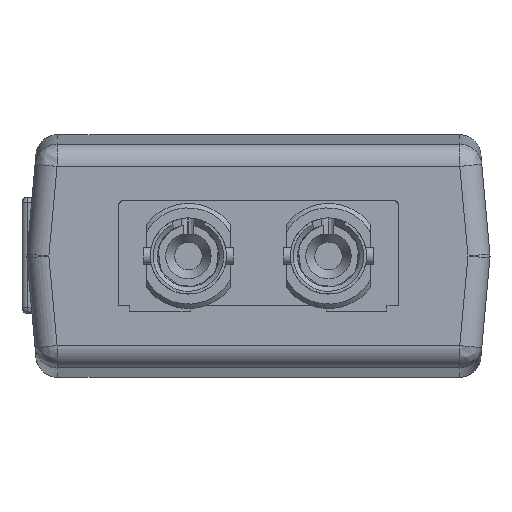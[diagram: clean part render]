
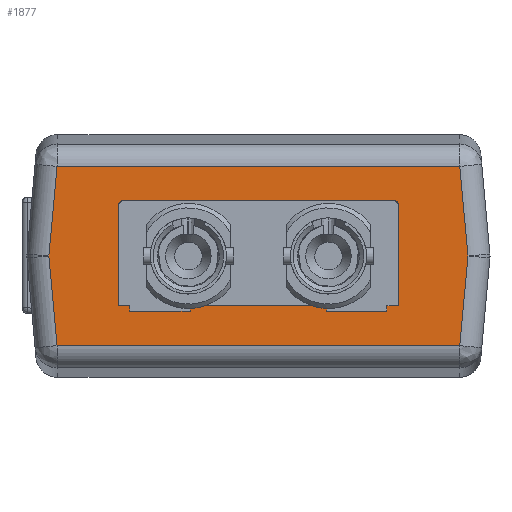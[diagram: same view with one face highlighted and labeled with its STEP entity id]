
A CAD part, left-side view. The second image highlights one B-rep face of the part: STEP entity #1877.
In plain terms, the highlighted free-form (B-spline) face has degree [1, 1] with [2, 2] control points.
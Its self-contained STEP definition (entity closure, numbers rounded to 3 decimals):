
#1209 = EDGE_CURVE('',#1210,#1212,#1214,.T.);
#1210 = VERTEX_POINT('',#1211);
#1211 = CARTESIAN_POINT('',(-46.397,21.172,
    3.33));
#1212 = VERTEX_POINT('',#1213);
#1213 = CARTESIAN_POINT('',(-46.397,22.029,
    12.759));
#1214 = B_SPLINE_CURVE_WITH_KNOTS('',1,(#1215,#1216),.UNSPECIFIED.,.F.,
  .F.,(2,2),(0.,8.162),.PIECEWISE_BEZIER_KNOTS.);
#1215 = CARTESIAN_POINT('',(-46.397,21.172,
    3.33));
#1216 = CARTESIAN_POINT('',(-46.397,22.029,
    12.759));
#1289 = EDGE_CURVE('',#1212,#1290,#1292,.T.);
#1290 = VERTEX_POINT('',#1291);
#1291 = CARTESIAN_POINT('',(-46.397,21.172,
    22.188));
#1292 = B_SPLINE_CURVE_WITH_KNOTS('',1,(#1293,#1294),.UNSPECIFIED.,.F.,
  .F.,(2,2),(0.,8.162),.PIECEWISE_BEZIER_KNOTS.);
#1293 = CARTESIAN_POINT('',(-46.397,22.029,
    12.759));
#1294 = CARTESIAN_POINT('',(-46.397,21.172,
    22.188));
#1467 = EDGE_CURVE('',#1468,#1470,#1472,.T.);
#1468 = VERTEX_POINT('',#1469);
#1469 = CARTESIAN_POINT('',(-46.397,-21.172,
    22.188));
#1470 = VERTEX_POINT('',#1471);
#1471 = CARTESIAN_POINT('',(-46.397,-22.029,
    12.759));
#1472 = B_SPLINE_CURVE_WITH_KNOTS('',1,(#1473,#1474),.UNSPECIFIED.,.F.,
  .F.,(2,2),(0.,8.162),.PIECEWISE_BEZIER_KNOTS.);
#1473 = CARTESIAN_POINT('',(-46.397,-21.172,
    22.188));
#1474 = CARTESIAN_POINT('',(-46.397,-22.029,
    12.759));
#1580 = EDGE_CURVE('',#1470,#1581,#1583,.T.);
#1581 = VERTEX_POINT('',#1582);
#1582 = CARTESIAN_POINT('',(-46.397,-21.172,
    3.33));
#1583 = B_SPLINE_CURVE_WITH_KNOTS('',1,(#1584,#1585),.UNSPECIFIED.,.F.,
  .F.,(2,2),(0.,8.162),.PIECEWISE_BEZIER_KNOTS.);
#1584 = CARTESIAN_POINT('',(-46.397,-22.029,
    12.759));
#1585 = CARTESIAN_POINT('',(-46.397,-21.172,
    3.33));
#1877 = ADVANCED_FACE('',(#1878,#1894),#1996,.T.);
#1878 = FACE_BOUND('',#1879,.T.);
#1879 = EDGE_LOOP('',(#1880,#1881,#1882,#1887,#1888,#1889));
#1880 = ORIENTED_EDGE('',*,*,#1289,.F.);
#1881 = ORIENTED_EDGE('',*,*,#1209,.F.);
#1882 = ORIENTED_EDGE('',*,*,#1883,.F.);
#1883 = EDGE_CURVE('',#1581,#1210,#1884,.T.);
#1884 = B_SPLINE_CURVE_WITH_KNOTS('',1,(#1885,#1886),.UNSPECIFIED.,.F.,
  .F.,(2,2),(0.,36.506),
  .PIECEWISE_BEZIER_KNOTS.);
#1885 = CARTESIAN_POINT('',(-46.397,-21.172,
    3.33));
#1886 = CARTESIAN_POINT('',(-46.397,21.172,
    3.33));
#1887 = ORIENTED_EDGE('',*,*,#1580,.F.);
#1888 = ORIENTED_EDGE('',*,*,#1467,.F.);
#1889 = ORIENTED_EDGE('',*,*,#1890,.F.);
#1890 = EDGE_CURVE('',#1290,#1468,#1891,.T.);
#1891 = B_SPLINE_CURVE_WITH_KNOTS('',1,(#1892,#1893),.UNSPECIFIED.,.F.,
  .F.,(2,2),(0.,36.506),.PIECEWISE_BEZIER_KNOTS.);
#1892 = CARTESIAN_POINT('',(-46.397,21.172,
    22.188));
#1893 = CARTESIAN_POINT('',(-46.397,-21.172,
    22.188));
#1894 = FACE_BOUND('',#1895,.T.);
#1895 = EDGE_LOOP('',(#1896,#1905,#1912,#1919,#1926,#1933,#1940,#1948,
    #1955,#1963,#1970,#1977,#1984,#1991));
#1896 = ORIENTED_EDGE('',*,*,#1897,.F.);
#1897 = EDGE_CURVE('',#1898,#1900,#1902,.T.);
#1898 = VERTEX_POINT('',#1899);
#1899 = CARTESIAN_POINT('',(-46.397,7.191,
    7.539));
#1900 = VERTEX_POINT('',#1901);
#1901 = CARTESIAN_POINT('',(-46.397,-7.191,
    7.539));
#1902 = B_SPLINE_CURVE_WITH_KNOTS('',1,(#1903,#1904),.UNSPECIFIED.,.F.,
  .F.,(2,2),(0.,12.4),.PIECEWISE_BEZIER_KNOTS.);
#1903 = CARTESIAN_POINT('',(-46.397,7.191,
    7.539));
#1904 = CARTESIAN_POINT('',(-46.397,-7.191,
    7.539));
#1905 = ORIENTED_EDGE('',*,*,#1906,.F.);
#1906 = EDGE_CURVE('',#1907,#1898,#1909,.T.);
#1907 = VERTEX_POINT('',#1908);
#1908 = CARTESIAN_POINT('',(-46.397,7.191,
    6.96));
#1909 = B_SPLINE_CURVE_WITH_KNOTS('',1,(#1910,#1911),.UNSPECIFIED.,.F.,
  .F.,(2,2),(0.,0.5),.PIECEWISE_BEZIER_KNOTS.);
#1910 = CARTESIAN_POINT('',(-46.397,7.191,
    6.96));
#1911 = CARTESIAN_POINT('',(-46.397,7.191,
    7.539));
#1912 = ORIENTED_EDGE('',*,*,#1913,.F.);
#1913 = EDGE_CURVE('',#1914,#1907,#1916,.T.);
#1914 = VERTEX_POINT('',#1915);
#1915 = CARTESIAN_POINT('',(-46.397,13.513,
    6.96));
#1916 = B_SPLINE_CURVE_WITH_KNOTS('',1,(#1917,#1918),.UNSPECIFIED.,.F.,
  .F.,(2,2),(0.,5.45),.PIECEWISE_BEZIER_KNOTS.);
#1917 = CARTESIAN_POINT('',(-46.397,13.513,
    6.96));
#1918 = CARTESIAN_POINT('',(-46.397,7.191,
    6.96));
#1919 = ORIENTED_EDGE('',*,*,#1920,.F.);
#1920 = EDGE_CURVE('',#1921,#1914,#1923,.T.);
#1921 = VERTEX_POINT('',#1922);
#1922 = CARTESIAN_POINT('',(-46.397,13.513,
    7.539));
#1923 = B_SPLINE_CURVE_WITH_KNOTS('',1,(#1924,#1925),.UNSPECIFIED.,.F.,
  .F.,(2,2),(0.,0.5),.PIECEWISE_BEZIER_KNOTS.);
#1924 = CARTESIAN_POINT('',(-46.397,13.513,
    7.539));
#1925 = CARTESIAN_POINT('',(-46.397,13.513,
    6.96));
#1926 = ORIENTED_EDGE('',*,*,#1927,.F.);
#1927 = EDGE_CURVE('',#1928,#1921,#1930,.T.);
#1928 = VERTEX_POINT('',#1929);
#1929 = CARTESIAN_POINT('',(-46.397,14.731,
    7.539));
#1930 = B_SPLINE_CURVE_WITH_KNOTS('',1,(#1931,#1932),.UNSPECIFIED.,.F.,
  .F.,(2,2),(0.,1.05),.PIECEWISE_BEZIER_KNOTS.);
#1931 = CARTESIAN_POINT('',(-46.397,14.731,
    7.539));
#1932 = CARTESIAN_POINT('',(-46.397,13.513,
    7.539));
#1933 = ORIENTED_EDGE('',*,*,#1934,.F.);
#1934 = EDGE_CURVE('',#1935,#1928,#1937,.T.);
#1935 = VERTEX_POINT('',#1936);
#1936 = CARTESIAN_POINT('',(-46.397,14.731,
    18.095));
#1937 = B_SPLINE_CURVE_WITH_KNOTS('',1,(#1938,#1939),.UNSPECIFIED.,.F.,
  .F.,(2,2),(0.,9.1),.PIECEWISE_BEZIER_KNOTS.);
#1938 = CARTESIAN_POINT('',(-46.397,14.731,
    18.095));
#1939 = CARTESIAN_POINT('',(-46.397,14.731,
    7.539));
#1940 = ORIENTED_EDGE('',*,*,#1941,.F.);
#1941 = EDGE_CURVE('',#1942,#1935,#1944,.T.);
#1942 = VERTEX_POINT('',#1943);
#1943 = CARTESIAN_POINT('',(-46.397,14.267,
    18.559));
#1944 = ( BOUNDED_CURVE() B_SPLINE_CURVE(2,(#1945,#1946,#1947),
.UNSPECIFIED.,.F.,.F.) B_SPLINE_CURVE_WITH_KNOTS((3,3),(0.,
1.571),.PIECEWISE_BEZIER_KNOTS.) CURVE() 
GEOMETRIC_REPRESENTATION_ITEM() RATIONAL_B_SPLINE_CURVE((1.,
0.707,1.)) REPRESENTATION_ITEM('') );
#1945 = CARTESIAN_POINT('',(-46.397,14.267,
    18.559));
#1946 = CARTESIAN_POINT('',(-46.397,14.731,
    18.559));
#1947 = CARTESIAN_POINT('',(-46.397,14.731,
    18.095));
#1948 = ORIENTED_EDGE('',*,*,#1949,.F.);
#1949 = EDGE_CURVE('',#1950,#1942,#1952,.T.);
#1950 = VERTEX_POINT('',#1951);
#1951 = CARTESIAN_POINT('',(-46.397,-14.267,
    18.559));
#1952 = B_SPLINE_CURVE_WITH_KNOTS('',1,(#1953,#1954),.UNSPECIFIED.,.F.,
  .F.,(2,2),(0.,24.6),.PIECEWISE_BEZIER_KNOTS.);
#1953 = CARTESIAN_POINT('',(-46.397,-14.267,
    18.559));
#1954 = CARTESIAN_POINT('',(-46.397,14.267,
    18.559));
#1955 = ORIENTED_EDGE('',*,*,#1956,.F.);
#1956 = EDGE_CURVE('',#1957,#1950,#1959,.T.);
#1957 = VERTEX_POINT('',#1958);
#1958 = CARTESIAN_POINT('',(-46.397,-14.731,
    18.095));
#1959 = ( BOUNDED_CURVE() B_SPLINE_CURVE(2,(#1960,#1961,#1962),
.UNSPECIFIED.,.F.,.F.) B_SPLINE_CURVE_WITH_KNOTS((3,3),(0.,
1.571),.PIECEWISE_BEZIER_KNOTS.) CURVE() 
GEOMETRIC_REPRESENTATION_ITEM() RATIONAL_B_SPLINE_CURVE((1.,
0.707,1.)) REPRESENTATION_ITEM('') );
#1960 = CARTESIAN_POINT('',(-46.397,-14.731,
    18.095));
#1961 = CARTESIAN_POINT('',(-46.397,-14.731,
    18.559));
#1962 = CARTESIAN_POINT('',(-46.397,-14.267,
    18.559));
#1963 = ORIENTED_EDGE('',*,*,#1964,.F.);
#1964 = EDGE_CURVE('',#1965,#1957,#1967,.T.);
#1965 = VERTEX_POINT('',#1966);
#1966 = CARTESIAN_POINT('',(-46.397,-14.731,
    7.539));
#1967 = B_SPLINE_CURVE_WITH_KNOTS('',1,(#1968,#1969),.UNSPECIFIED.,.F.,
  .F.,(2,2),(0.,9.1),.PIECEWISE_BEZIER_KNOTS.);
#1968 = CARTESIAN_POINT('',(-46.397,-14.731,
    7.539));
#1969 = CARTESIAN_POINT('',(-46.397,-14.731,
    18.095));
#1970 = ORIENTED_EDGE('',*,*,#1971,.F.);
#1971 = EDGE_CURVE('',#1972,#1965,#1974,.T.);
#1972 = VERTEX_POINT('',#1973);
#1973 = CARTESIAN_POINT('',(-46.397,-13.513,
    7.539));
#1974 = B_SPLINE_CURVE_WITH_KNOTS('',1,(#1975,#1976),.UNSPECIFIED.,.F.,
  .F.,(2,2),(0.,1.05),.PIECEWISE_BEZIER_KNOTS.);
#1975 = CARTESIAN_POINT('',(-46.397,-13.513,
    7.539));
#1976 = CARTESIAN_POINT('',(-46.397,-14.731,
    7.539));
#1977 = ORIENTED_EDGE('',*,*,#1978,.F.);
#1978 = EDGE_CURVE('',#1979,#1972,#1981,.T.);
#1979 = VERTEX_POINT('',#1980);
#1980 = CARTESIAN_POINT('',(-46.397,-13.513,
    6.96));
#1981 = B_SPLINE_CURVE_WITH_KNOTS('',1,(#1982,#1983),.UNSPECIFIED.,.F.,
  .F.,(2,2),(0.,0.5),.PIECEWISE_BEZIER_KNOTS.);
#1982 = CARTESIAN_POINT('',(-46.397,-13.513,
    6.96));
#1983 = CARTESIAN_POINT('',(-46.397,-13.513,
    7.539));
#1984 = ORIENTED_EDGE('',*,*,#1985,.F.);
#1985 = EDGE_CURVE('',#1986,#1979,#1988,.T.);
#1986 = VERTEX_POINT('',#1987);
#1987 = CARTESIAN_POINT('',(-46.397,-7.191,
    6.96));
#1988 = B_SPLINE_CURVE_WITH_KNOTS('',1,(#1989,#1990),.UNSPECIFIED.,.F.,
  .F.,(2,2),(0.,5.45),.PIECEWISE_BEZIER_KNOTS.);
#1989 = CARTESIAN_POINT('',(-46.397,-7.191,
    6.96));
#1990 = CARTESIAN_POINT('',(-46.397,-13.513,
    6.96));
#1991 = ORIENTED_EDGE('',*,*,#1992,.F.);
#1992 = EDGE_CURVE('',#1900,#1986,#1993,.T.);
#1993 = B_SPLINE_CURVE_WITH_KNOTS('',1,(#1994,#1995),.UNSPECIFIED.,.F.,
  .F.,(2,2),(0.,0.5),.PIECEWISE_BEZIER_KNOTS.);
#1994 = CARTESIAN_POINT('',(-46.397,-7.191,
    7.539));
#1995 = CARTESIAN_POINT('',(-46.397,-7.191,
    6.96));
#1996 = B_SPLINE_SURFACE_WITH_KNOTS('',1,1,(
    (#1997,#1998)
    ,(#1999,#2000
    )),.UNSPECIFIED.,.F.,.F.,.F.,(2,2),(2,2),(2.008,
    39.992),(2.871,19.129),
  .PIECEWISE_BEZIER_KNOTS.);
#1997 = CARTESIAN_POINT('',(-46.397,22.029,
    3.33));
#1998 = CARTESIAN_POINT('',(-46.397,22.029,
    22.188));
#1999 = CARTESIAN_POINT('',(-46.397,-22.029,
    3.33));
#2000 = CARTESIAN_POINT('',(-46.397,-22.029,
    22.188));
